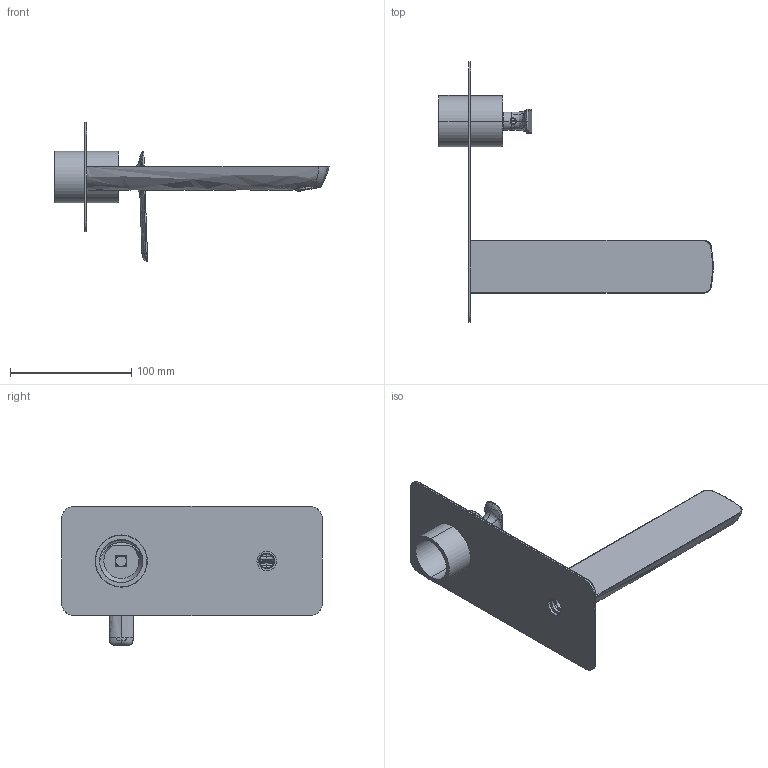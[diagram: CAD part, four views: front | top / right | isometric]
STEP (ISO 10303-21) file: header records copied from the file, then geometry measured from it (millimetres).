
FILE_DESCRIPTION(/* description */ (''),/* implementation_level */ '2;1');
FILE_NAME(/* name */ 'MELAWA~1',/* time_stamp */ '2015-05-25T08:23:15+02:00',/* author */ (''),/* organization */ (''),/* preprocessor_version */ 'ST-DEVELOPER v15',/* originating_system */ '',/* authorisation */ '');
FILE_SCHEMA (('AUTOMOTIVE_DESIGN'));
Length unit declared in the file: millimetre
Products named in the file (1): Document
Bounding box: 226.29 x 215 x 114.71 mm (x, y, z)
Volume: 128556.1 mm3; surface area: 103096.5 mm2
Topology: 7 solids, 7 shells, 1057 faces, 3199 edges, 2096 vertices
Faces by surface type: plane 589, bspline 468
Entity records: 46196 total; most frequent: CARTESIAN_POINT 26477, ORIENTED_EDGE 6386, EDGE_CURVE 3193, B_SPLINE_CURVE_WITH_KNOTS 2475, VERTEX_POINT 2096, EDGE_LOOP 1337, ADVANCED_FACE 1057, FACE_OUTER_BOUND 1057
